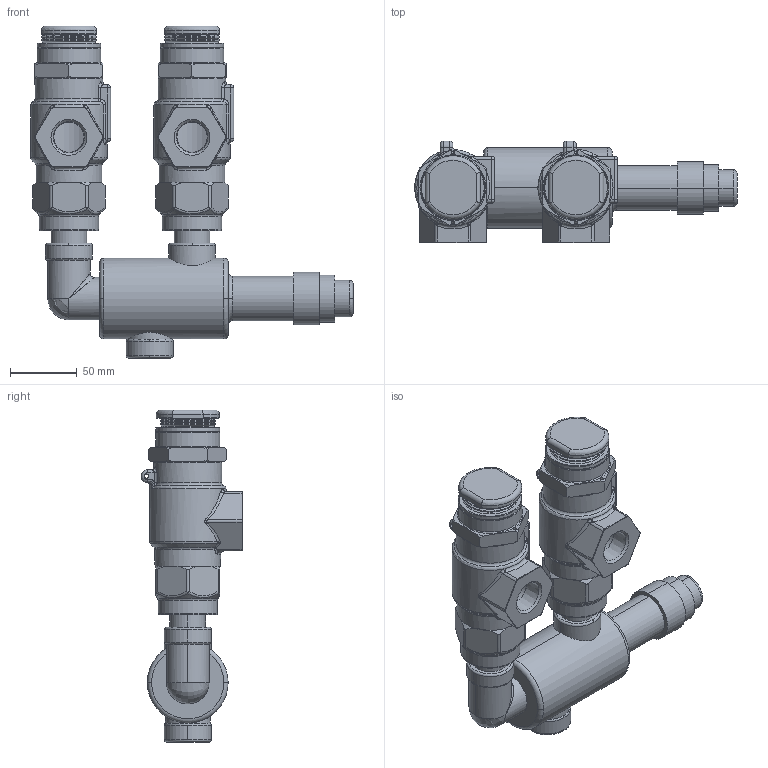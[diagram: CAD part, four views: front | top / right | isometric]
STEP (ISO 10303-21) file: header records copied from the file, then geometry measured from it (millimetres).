
FILE_DESCRIPTION(/* description */ (''),/* implementation_level */ '2;1');
FILE_NAME(/* name */ 'H5600AD_H5600RD - SMALL POP-EYE DUAL.stp',/* time_stamp */ '2019-07-02T12:45:35-05:00',/* author */ ('kruffolo'),/* organization */ (''),/* preprocessor_version */ 'ST-DEVELOPER v15.5',/* originating_system */ 'AutoCAD Mechanical',/* authorisation */ '');
FILE_SCHEMA (('AUTOMOTIVE_DESIGN { 1 0 10303 214 3 1 1 }'));
Length unit declared in the file: inch
Products named in the file (1): Product
Bounding box: 241.4 x 76.2 x 248.54 mm (x, y, z)
Volume: 434289.4 mm3; surface area: 181331.3 mm2
Topology: 7 solids, 72 shells, 632 faces, 1531 edges, 1001 vertices
Faces by surface type: cylinder 182, plane 144, cone 108, bspline 94, torus 76, sphere 28
Full cylindrical faces by diameter (mm): 2.159 x6, 2.286 x4, 3.175 x2, 12.7 x2, 17.475 x3, 19.558 x2, 22.225 x2, 22.631 x2, 30.48 x2, 31.877 x1, 32.639 x2, 32.766 x2, 36.322 x2, 36.525 x2, 36.728 x2, 38.1 x2, 39.243 x2, 41.179 x4, 41.275 x4, 41.453 x2, 41.783 x2, 42.062 x2, 44.45 x4, 47.752 x2, 49.225 x2, 50.8 x2
Entity records: 20854 total; most frequent: CARTESIAN_POINT 7361, DIRECTION 2780, ORIENTED_EDGE 2426, EDGE_CURVE 1334, AXIS2_PLACEMENT_3D 1245, VERTEX_POINT 968, EDGE_LOOP 850, CIRCLE 670
